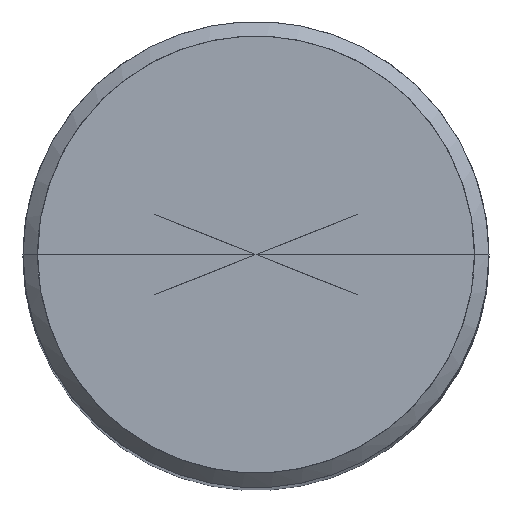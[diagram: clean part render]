
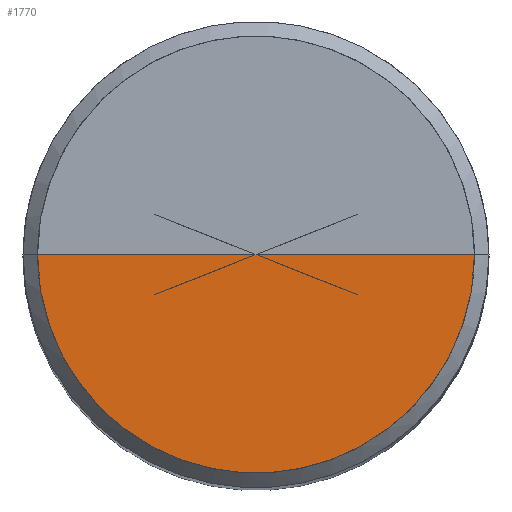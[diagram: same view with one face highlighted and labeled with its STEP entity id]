
A CAD part, top view. The second image highlights one B-rep face of the part: STEP entity #1770.
In plain terms, the highlighted free-form (B-spline) face has degree [1, 2] with [2, 5] control points.
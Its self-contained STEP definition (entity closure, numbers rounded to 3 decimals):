
#1415=CARTESIAN_POINT('',(7.5,0.0,56.0));
#1419=CARTESIAN_POINT('',(-7.5,0.0,56.0));
#1420=CARTESIAN_POINT('',(0.0,0.0,56.0));
#1430=CARTESIAN_POINT('',(-7.5,-7.5,56.0));
#1431=CARTESIAN_POINT('',(0.0,-7.5,56.0));
#1432=CARTESIAN_POINT('',(7.5,-7.5,56.0));
#1755=(
BOUNDED_SURFACE()
B_SPLINE_SURFACE(1,2,(
(#1419,#1430,#1431,#1432,#1415),
(#1420,#1420,#1420,#1420,#1420)
), .UNSPECIFIED.,.F.,.F.,.F.)
B_SPLINE_SURFACE_WITH_KNOTS((2,2),(3,2,3),(
0.0,1.0),(
0.0,0.5,1.0), .UNSPECIFIED.)
GEOMETRIC_REPRESENTATION_ITEM()
RATIONAL_B_SPLINE_SURFACE(((1.0,0.707,1.0,0.707,1.0),
(1.0,0.707,1.0,0.707,1.0)
))
REPRESENTATION_ITEM('')
SURFACE()
);
#1756=(
BOUNDED_CURVE()
B_SPLINE_CURVE(2,(#1415,#1432,#1431,#1430,#1419),.UNSPECIFIED.,.F.,.F.)
B_SPLINE_CURVE_WITH_KNOTS((3,2,3),
(0.0,0.5,1.0),.UNSPECIFIED.)
CURVE()
GEOMETRIC_REPRESENTATION_ITEM()
RATIONAL_B_SPLINE_CURVE((1.0,0.707,1.0,0.707,1.0))
REPRESENTATION_ITEM('')
);
#1757=(
BOUNDED_CURVE()
B_SPLINE_CURVE(1,(#1419,#1420),.UNSPECIFIED.,.F.,.F.)
B_SPLINE_CURVE_WITH_KNOTS((2,2),
(0.0,1.0),.UNSPECIFIED.)
CURVE()
GEOMETRIC_REPRESENTATION_ITEM()
RATIONAL_B_SPLINE_CURVE((1.0,1.0))
REPRESENTATION_ITEM('')
);
#1758=(
BOUNDED_CURVE()
B_SPLINE_CURVE(1,(#1420,#1415),.UNSPECIFIED.,.F.,.F.)
B_SPLINE_CURVE_WITH_KNOTS((2,2),
(0.0,1.0),.UNSPECIFIED.)
CURVE()
GEOMETRIC_REPRESENTATION_ITEM()
RATIONAL_B_SPLINE_CURVE((1.0,1.0))
REPRESENTATION_ITEM('')
);
#1759=VERTEX_POINT('',#1415);
#1760=VERTEX_POINT('',#1419);
#1761=VERTEX_POINT('',#1420);
#1762=EDGE_CURVE('',#1759,#1760,#1756,.T.);
#1763=EDGE_CURVE('',#1760,#1761,#1757,.T.);
#1764=EDGE_CURVE('',#1761,#1759,#1758,.T.);
#1765=ORIENTED_EDGE('',*,*,#1762,.T.);
#1766=ORIENTED_EDGE('',*,*,#1763,.T.);
#1767=ORIENTED_EDGE('',*,*,#1764,.T.);
#1768=EDGE_LOOP('',(#1765,#1766,#1767));
#1769=FACE_OUTER_BOUND('',#1768,.T.);
#1770=ADVANCED_FACE('',(#1769),#1755,.T.);
